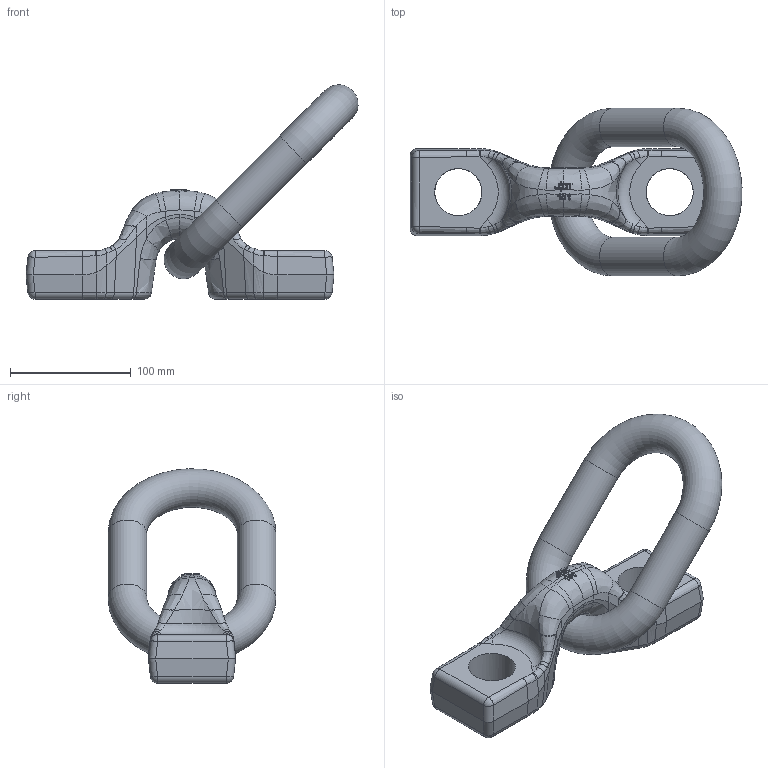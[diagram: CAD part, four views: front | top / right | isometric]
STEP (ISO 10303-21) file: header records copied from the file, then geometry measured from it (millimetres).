
FILE_DESCRIPTION(/* description */ (''),/* implementation_level */ '2;1');
FILE_NAME(/* name */ 'TPB 15 45°.stp',/* time_stamp */ '2022-05-25T08:32:45+02:00',/* author */ (''),/* organization */ (''),/* preprocessor_version */ 'ST-DEVELOPER v16',/* originating_system */ 'SIEMENS PLM Software NX 11.0',/* authorisation */ '');
FILE_SCHEMA (('AUTOMOTIVE_DESIGN { 1 0 10303 214 3 1 1 1 }'));
Length unit declared in the file: millimetre
Products named in the file (1): CAD0056499_001_TPB 15
Bounding box: 274.9 x 139 x 177.41 mm (x, y, z)
Volume: 948302.3 mm3; surface area: 113589.4 mm2
Topology: 2 solids, 2 shells, 390 faces, 958 edges, 570 vertices
Faces by surface type: bspline 244, plane 66, cylinder 52, extrusion 16, torus 6, sphere 4, cone 2
Full cylindrical faces by diameter (mm): 32 x2, 39 x2
Entity records: 22535 total; most frequent: CARTESIAN_POINT 15639, ORIENTED_EDGE 1894, EDGE_CURVE 947, DIRECTION 685, B_SPLINE_CURVE_WITH_KNOTS 600, VERTEX_POINT 569, EDGE_LOOP 404, ADVANCED_FACE 390
